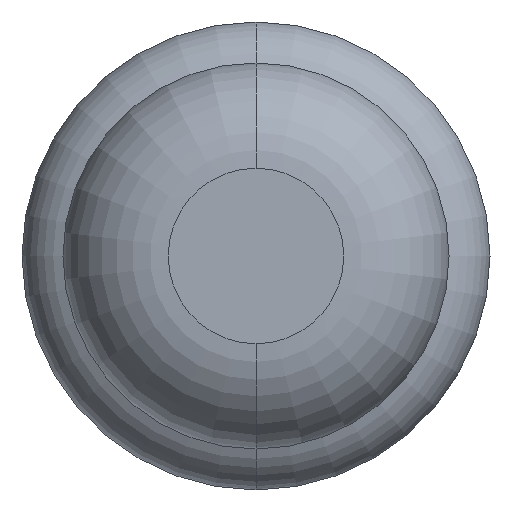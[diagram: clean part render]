
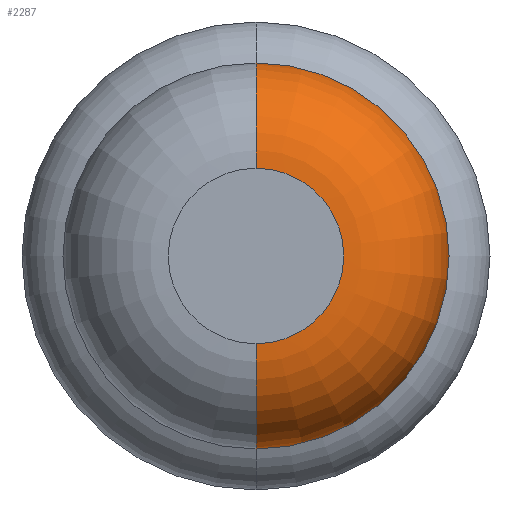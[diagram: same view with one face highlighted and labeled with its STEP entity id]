
A CAD part, front view. The second image highlights one B-rep face of the part: STEP entity #2287.
In plain terms, the highlighted toroidal (fillet/blend) face has major radius 0.375 mm and minor radius 0.45 mm.
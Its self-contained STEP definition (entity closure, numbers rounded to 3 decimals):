
#394 = FACE_OUTER_BOUND ( 'NONE', #3708, .T. ) ;
#409 = DIRECTION ( 'NONE',  ( 0., 0., -1. ) ) ;
#577 = DIRECTION ( 'NONE',  ( 0., 1., 0. ) ) ;
#687 = CARTESIAN_POINT ( 'NONE',  ( 0., -27.4, 0.375 ) ) ;
#737 = CIRCLE ( 'NONE', #4991, 0.45 ) ;
#745 = DIRECTION ( 'NONE',  ( 0., 0., 1. ) ) ;
#798 = EDGE_CURVE ( 'NONE', #2804, #1406, #737, .T. ) ;
#814 = VERTEX_POINT ( 'NONE', #1479 ) ;
#989 = EDGE_CURVE ( 'NONE', #814, #2865, #3905, .T. ) ;
#1021 = ORIENTED_EDGE ( 'NONE', *, *, #989, .T. ) ;
#1319 = DIRECTION ( 'NONE',  ( 0., 0., 1. ) ) ;
#1406 = VERTEX_POINT ( 'NONE', #3123 ) ;
#1479 = CARTESIAN_POINT ( 'NONE',  ( 0., -27.4, -0.375 ) ) ;
#1488 = AXIS2_PLACEMENT_3D ( 'NONE', #1583, #3095, #745 ) ;
#1511 = EDGE_CURVE ( 'Defeature ausgef�hrt1_9+Defeature ausgef�hrt1_8+Defeature ausgef�hrt1_8+Defeature ausgef�hrt1_8', #1406, #2865, #4022, .T. ) ;
#1583 = CARTESIAN_POINT ( 'NONE',  ( 0., -26.95, 0. ) ) ;
#1729 = CARTESIAN_POINT ( 'NONE',  ( 0., -27.4, 0. ) ) ;
#1865 = CARTESIAN_POINT ( 'NONE',  ( 0., -26.95, 0.375 ) ) ;
#1951 = DIRECTION ( 'NONE',  ( 1., 0., 0. ) ) ;
#2038 = AXIS2_PLACEMENT_3D ( 'NONE', #2091, #577, #1319 ) ;
#2091 = CARTESIAN_POINT ( 'NONE',  ( 0., -26.95, 0. ) ) ;
#2149 = CARTESIAN_POINT ( 'NONE',  ( 0., -26.95, -0.825 ) ) ;
#2287 = ADVANCED_FACE ( 'Defeature ausgef�hrt1_8', ( #394 ), #2560, .T. ) ;
#2470 = DIRECTION ( 'NONE',  ( 0., 0., 1. ) ) ;
#2560 = TOROIDAL_SURFACE ( 'NONE', #1488, 0.375, 0.45 ) ;
#2620 = DIRECTION ( 'NONE',  ( 0., 0., 1. ) ) ;
#2688 = CARTESIAN_POINT ( 'NONE',  ( 0., -26.95, -0.375 ) ) ;
#2794 = CIRCLE ( 'NONE', #3589, 0.375 ) ;
#2804 = VERTEX_POINT ( 'NONE', #687 ) ;
#2865 = VERTEX_POINT ( 'NONE', #2149 ) ;
#3095 = DIRECTION ( 'NONE',  ( 0., 1., 0. ) ) ;
#3123 = CARTESIAN_POINT ( 'NONE',  ( 0., -26.95, 0.825 ) ) ;
#3246 = DIRECTION ( 'NONE',  ( 0., 1., 0. ) ) ;
#3589 = AXIS2_PLACEMENT_3D ( 'NONE', #1729, #3246, #2470 ) ;
#3610 = ORIENTED_EDGE ( 'NONE', *, *, #4967, .T. ) ;
#3708 = EDGE_LOOP ( 'NONE', ( #3610, #1021, #4958, #5046 ) ) ;
#3905 = CIRCLE ( 'NONE', #4143, 0.45 ) ;
#4022 = CIRCLE ( 'NONE', #2038, 0.825 ) ;
#4143 = AXIS2_PLACEMENT_3D ( 'NONE', #2688, #1951, #409 ) ;
#4550 = DIRECTION ( 'NONE',  ( -1., 0., 0. ) ) ;
#4958 = ORIENTED_EDGE ( 'NONE', *, *, #1511, .F. ) ;
#4967 = EDGE_CURVE ( 'Defeature ausgef�hrt1_8+Defeature ausgef�hrt1_7+Defeature ausgef�hrt1_7+Defeature ausgef�hrt1_7', #2804, #814, #2794, .T. ) ;
#4991 = AXIS2_PLACEMENT_3D ( 'NONE', #1865, #4550, #2620 ) ;
#5046 = ORIENTED_EDGE ( 'NONE', *, *, #798, .F. ) ;
